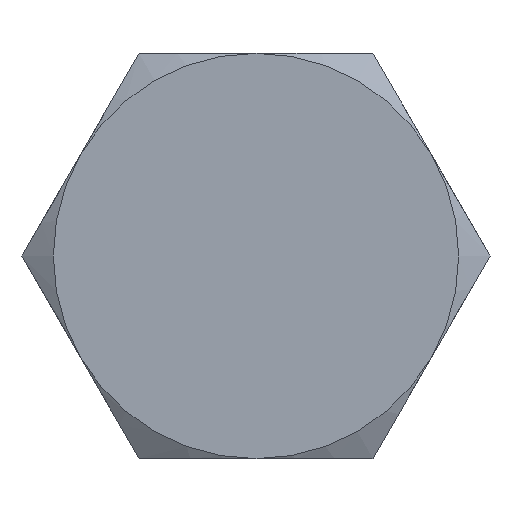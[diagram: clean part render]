
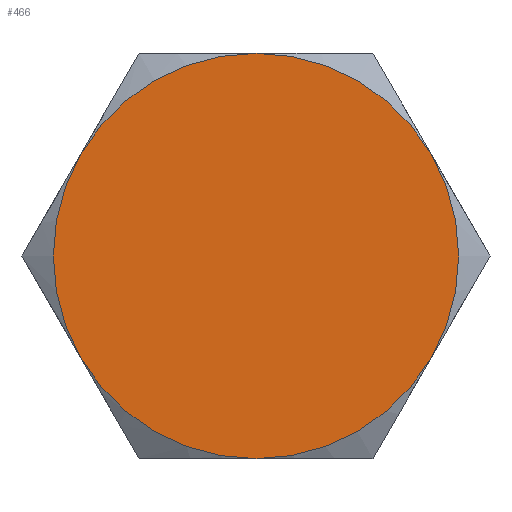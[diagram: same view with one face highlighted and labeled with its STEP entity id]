
A CAD part, left-side view. The second image highlights one B-rep face of the part: STEP entity #466.
In plain terms, the highlighted planar face has unit normal (-1, 0, 0).
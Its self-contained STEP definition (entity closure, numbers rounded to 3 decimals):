
#7 = DIRECTION ( 'NONE',  ( 0., 0., -1. ) ) ;
#10 = CIRCLE ( 'NONE', #485, 3.5 ) ;
#12 = AXIS2_PLACEMENT_3D ( 'NONE', #281, #430, #7 ) ;
#30 = CIRCLE ( 'NONE', #576, 3.5 ) ;
#52 = EDGE_CURVE ( 'NONE', #409, #482, #30, .T. ) ;
#86 = CIRCLE ( 'NONE', #302, 3.5 ) ;
#97 = AXIS2_PLACEMENT_3D ( 'NONE', #476, #229, #128 ) ;
#111 = VERTEX_POINT ( 'NONE', #500 ) ;
#124 = ORIENTED_EDGE ( 'NONE', *, *, #519, .F. ) ;
#128 = DIRECTION ( 'NONE',  ( 0., 0., -1. ) ) ;
#134 = EDGE_CURVE ( 'NONE', #111, #482, #86, .T. ) ;
#149 = DIRECTION ( 'NONE',  ( 1., 0., 0. ) ) ;
#161 = CIRCLE ( 'NONE', #97, 3.5 ) ;
#170 = ORIENTED_EDGE ( 'NONE', *, *, #175, .F. ) ;
#175 = EDGE_CURVE ( 'NONE', #421, #516, #573, .T. ) ;
#188 = AXIS2_PLACEMENT_3D ( 'NONE', #559, #323, #319 ) ;
#191 = ORIENTED_EDGE ( 'NONE', *, *, #318, .F. ) ;
#201 = CARTESIAN_POINT ( 'NONE',  ( 0., 0., 0. ) ) ;
#207 = ORIENTED_EDGE ( 'NONE', *, *, #52, .F. ) ;
#229 = DIRECTION ( 'NONE',  ( 1., 0., 0. ) ) ;
#231 = CARTESIAN_POINT ( 'NONE',  ( 0., 4.041, 0. ) ) ;
#270 = EDGE_CURVE ( 'NONE', #355, #421, #161, .T. ) ;
#281 = CARTESIAN_POINT ( 'NONE',  ( 0., 0., 0. ) ) ;
#285 = CARTESIAN_POINT ( 'NONE',  ( 0., 3.031, 1.75 ) ) ;
#288 = DIRECTION ( 'NONE',  ( 0., 0., -1. ) ) ;
#302 = AXIS2_PLACEMENT_3D ( 'NONE', #591, #360, #354 ) ;
#318 = EDGE_CURVE ( 'NONE', #111, #355, #489, .T. ) ;
#319 = DIRECTION ( 'NONE',  ( 0., 0., -1. ) ) ;
#323 = DIRECTION ( 'NONE',  ( 1., 0., 0. ) ) ;
#349 = CARTESIAN_POINT ( 'NONE',  ( 0., 0., -3.5 ) ) ;
#354 = DIRECTION ( 'NONE',  ( 0., 0., 1. ) ) ;
#355 = VERTEX_POINT ( 'NONE', #379 ) ;
#357 = DIRECTION ( 'NONE',  ( 0., 0., -1. ) ) ;
#360 = DIRECTION ( 'NONE',  ( -1., 0., 0. ) ) ;
#369 = FACE_OUTER_BOUND ( 'NONE', #427, .T. ) ;
#371 = ORIENTED_EDGE ( 'NONE', *, *, #270, .F. ) ;
#379 = CARTESIAN_POINT ( 'NONE',  ( 0., -3.031, 1.75 ) ) ;
#384 = CARTESIAN_POINT ( 'NONE',  ( 0., -3.031, -1.75 ) ) ;
#406 = DIRECTION ( 'NONE',  ( 1., 0., 0. ) ) ;
#409 = VERTEX_POINT ( 'NONE', #438 ) ;
#421 = VERTEX_POINT ( 'NONE', #384 ) ;
#427 = EDGE_LOOP ( 'NONE', ( #124, #170, #371, #191, #574, #207 ) ) ;
#430 = DIRECTION ( 'NONE',  ( 1., 0., 0. ) ) ;
#431 = AXIS2_PLACEMENT_3D ( 'NONE', #231, #575, #288 ) ;
#438 = CARTESIAN_POINT ( 'NONE',  ( 0., 3.031, -1.75 ) ) ;
#444 = CARTESIAN_POINT ( 'NONE',  ( 0., 0., 0. ) ) ;
#466 = ADVANCED_FACE ( 'NONE', ( #369 ), #525, .F. ) ;
#476 = CARTESIAN_POINT ( 'NONE',  ( 0., 0., 0. ) ) ;
#482 = VERTEX_POINT ( 'NONE', #285 ) ;
#485 = AXIS2_PLACEMENT_3D ( 'NONE', #444, #149, #585 ) ;
#489 = CIRCLE ( 'NONE', #12, 3.5 ) ;
#500 = CARTESIAN_POINT ( 'NONE',  ( 0., 0., 3.5 ) ) ;
#516 = VERTEX_POINT ( 'NONE', #349 ) ;
#519 = EDGE_CURVE ( 'NONE', #516, #409, #10, .T. ) ;
#525 = PLANE ( 'NONE',  #431 ) ;
#559 = CARTESIAN_POINT ( 'NONE',  ( 0., 0., 0. ) ) ;
#573 = CIRCLE ( 'NONE', #188, 3.5 ) ;
#574 = ORIENTED_EDGE ( 'NONE', *, *, #134, .T. ) ;
#575 = DIRECTION ( 'NONE',  ( 1., 0., 0. ) ) ;
#576 = AXIS2_PLACEMENT_3D ( 'NONE', #201, #406, #357 ) ;
#585 = DIRECTION ( 'NONE',  ( 0., 0., -1. ) ) ;
#591 = CARTESIAN_POINT ( 'NONE',  ( 0., 0., 0. ) ) ;
